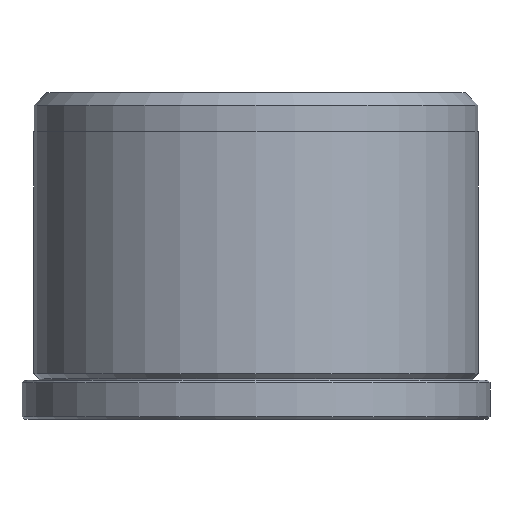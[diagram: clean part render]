
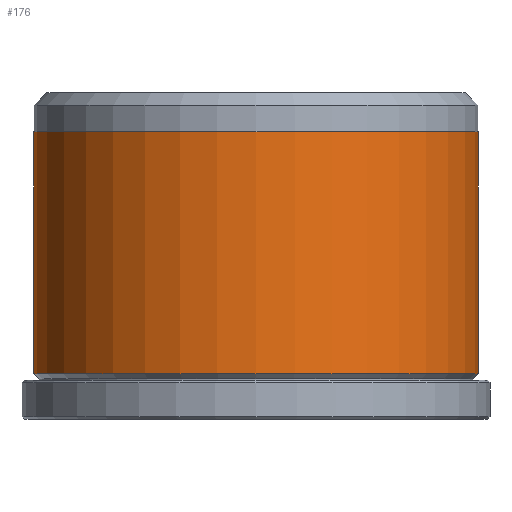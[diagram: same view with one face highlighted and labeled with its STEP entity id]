
A CAD part, front view. The second image highlights one B-rep face of the part: STEP entity #176.
In plain terms, the highlighted cylindrical face has radius 17 mm (diameter 34 mm), a partial arc.
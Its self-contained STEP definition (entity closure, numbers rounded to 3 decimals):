
#96 = FACE_OUTER_BOUND ( 'NONE', #153, .T. ) ;
#125 = CARTESIAN_POINT ( 'NONE',  ( 17., 0., 3.5 ) ) ;
#153 = EDGE_LOOP ( 'NONE', ( #2256, #714, #386, #813 ) ) ;
#168 = CARTESIAN_POINT ( 'NONE',  ( 0., 0., 22. ) ) ;
#176 = ADVANCED_FACE ( 'NONE', ( #96 ), #522, .T. ) ;
#270 = CARTESIAN_POINT ( 'NONE',  ( -17., 0., 3.5 ) ) ;
#283 = CARTESIAN_POINT ( 'NONE',  ( -17., 0., 25. ) ) ;
#313 = CARTESIAN_POINT ( 'NONE',  ( -17., 0., 22. ) ) ;
#386 = ORIENTED_EDGE ( 'NONE', *, *, #1643, .T. ) ;
#396 = VERTEX_POINT ( 'NONE', #270 ) ;
#417 = EDGE_CURVE ( 'NONE', #1837, #396, #1519, .T. ) ;
#434 = AXIS2_PLACEMENT_3D ( 'NONE', #449, #2204, #970 ) ;
#449 = CARTESIAN_POINT ( 'NONE',  ( 0., 0., 3.5 ) ) ;
#522 = CYLINDRICAL_SURFACE ( 'NONE', #1539, 17. ) ;
#588 = EDGE_CURVE ( 'NONE', #1911, #1837, #2250, .T. ) ;
#688 = CARTESIAN_POINT ( 'NONE',  ( 17., 0., 22. ) ) ;
#714 = ORIENTED_EDGE ( 'NONE', *, *, #1624, .F. ) ;
#813 = ORIENTED_EDGE ( 'NONE', *, *, #417, .F. ) ;
#970 = DIRECTION ( 'NONE',  ( -1., 0., 0. ) ) ;
#1068 = DIRECTION ( 'NONE',  ( -1., 0., 0. ) ) ;
#1243 = VECTOR ( 'NONE', #1806, 1000. ) ;
#1257 = AXIS2_PLACEMENT_3D ( 'NONE', #168, #1394, #1265 ) ;
#1265 = DIRECTION ( 'NONE',  ( 1., 0., 0. ) ) ;
#1359 = DIRECTION ( 'NONE',  ( 0., 0., -1. ) ) ;
#1394 = DIRECTION ( 'NONE',  ( 0., 0., 1. ) ) ;
#1439 = CARTESIAN_POINT ( 'NONE',  ( 17., 0., 25. ) ) ;
#1447 = VECTOR ( 'NONE', #1678, 1000. ) ;
#1519 = CIRCLE ( 'NONE', #434, 17. ) ;
#1539 = AXIS2_PLACEMENT_3D ( 'NONE', #1549, #1359, #1068 ) ;
#1549 = CARTESIAN_POINT ( 'NONE',  ( 0., 0., 25. ) ) ;
#1624 = EDGE_CURVE ( 'NONE', #2016, #1911, #1975, .T. ) ;
#1643 = EDGE_CURVE ( 'NONE', #2016, #396, #1918, .T. ) ;
#1678 = DIRECTION ( 'NONE',  ( 0., 0., -1. ) ) ;
#1806 = DIRECTION ( 'NONE',  ( 0., 0., -1. ) ) ;
#1837 = VERTEX_POINT ( 'NONE', #125 ) ;
#1911 = VERTEX_POINT ( 'NONE', #688 ) ;
#1918 = LINE ( 'NONE', #283, #1447 ) ;
#1975 = CIRCLE ( 'NONE', #1257, 17. ) ;
#2016 = VERTEX_POINT ( 'NONE', #313 ) ;
#2204 = DIRECTION ( 'NONE',  ( 0., 0., -1. ) ) ;
#2250 = LINE ( 'NONE', #1439, #1243 ) ;
#2256 = ORIENTED_EDGE ( 'NONE', *, *, #588, .F. ) ;
